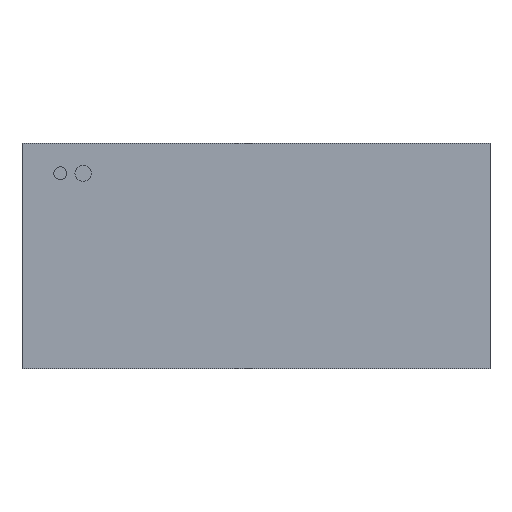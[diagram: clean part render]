
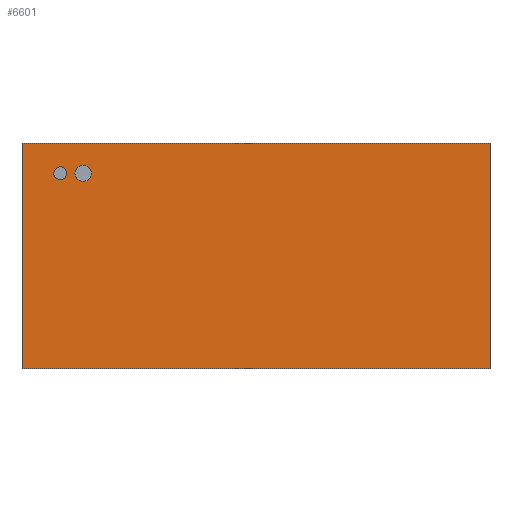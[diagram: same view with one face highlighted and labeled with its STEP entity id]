
A CAD part, front view. The second image highlights one B-rep face of the part: STEP entity #6601.
In plain terms, the highlighted planar face has unit normal (0, -1, 0).
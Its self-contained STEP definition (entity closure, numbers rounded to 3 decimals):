
#52=FACE_BOUND('',#617,.T.);
#53=FACE_BOUND('',#618,.T.);
#64=CIRCLE('',#7047,20.);
#66=CIRCLE('',#7051,25.);
#217=FACE_OUTER_BOUND('',#616,.T.);
#616=EDGE_LOOP('',(#4409,#4410,#4411,#4412));
#617=EDGE_LOOP('',(#4413));
#618=EDGE_LOOP('',(#4414));
#1036=LINE('',#9384,#1914);
#1038=LINE('',#9388,#1916);
#1040=LINE('',#9392,#1918);
#1042=LINE('',#9395,#1920);
#1914=VECTOR('',#7576,10.);
#1916=VECTOR('',#7580,10.);
#1918=VECTOR('',#7584,10.);
#1920=VECTOR('',#7588,10.);
#2770=VERTEX_POINT('',#9335);
#2772=VERTEX_POINT('',#9342);
#2785=VERTEX_POINT('',#9381);
#2786=VERTEX_POINT('',#9383);
#2787=VERTEX_POINT('',#9387);
#2788=VERTEX_POINT('',#9391);
#3403=EDGE_CURVE('',#2770,#2770,#64,.T.);
#3406=EDGE_CURVE('',#2772,#2772,#66,.T.);
#3424=EDGE_CURVE('',#2786,#2785,#1036,.T.);
#3426=EDGE_CURVE('',#2787,#2786,#1038,.T.);
#3428=EDGE_CURVE('',#2788,#2787,#1040,.T.);
#3430=EDGE_CURVE('',#2785,#2788,#1042,.T.);
#4409=ORIENTED_EDGE('',*,*,#3430,.T.);
#4410=ORIENTED_EDGE('',*,*,#3428,.T.);
#4411=ORIENTED_EDGE('',*,*,#3426,.T.);
#4412=ORIENTED_EDGE('',*,*,#3424,.T.);
#4413=ORIENTED_EDGE('',*,*,#3403,.T.);
#4414=ORIENTED_EDGE('',*,*,#3406,.T.);
#6233=PLANE('',#7063);
#6601=ADVANCED_FACE('',(#217,#52,#53),#6233,.T.);
#7047=AXIS2_PLACEMENT_3D('',#9337,#7532,#7533);
#7051=AXIS2_PLACEMENT_3D('',#9344,#7541,#7542);
#7063=AXIS2_PLACEMENT_3D('',#9396,#7589,#7590);
#7532=DIRECTION('center_axis',(0.,1.,0.));
#7533=DIRECTION('ref_axis',(1.,0.,0.));
#7541=DIRECTION('center_axis',(0.,1.,0.));
#7542=DIRECTION('ref_axis',(1.,0.,0.));
#7576=DIRECTION('',(0.,0.,-1.));
#7580=DIRECTION('',(-1.,0.,0.));
#7584=DIRECTION('',(0.,0.,1.));
#7588=DIRECTION('',(1.,0.,0.));
#7589=DIRECTION('center_axis',(0.,-1.,0.));
#7590=DIRECTION('ref_axis',(0.,0.,-1.));
#9335=CARTESIAN_POINT('',(-622.,-370.,254.5));
#9337=CARTESIAN_POINT('Origin',(-602.,-370.,254.5));
#9342=CARTESIAN_POINT('',(-557.,-370.,254.5));
#9344=CARTESIAN_POINT('Origin',(-532.,-370.,254.5));
#9381=CARTESIAN_POINT('',(-720.,-370.,-347.5));
#9383=CARTESIAN_POINT('',(-720.,-370.,347.5));
#9384=CARTESIAN_POINT('',(-720.,-370.,-347.5));
#9387=CARTESIAN_POINT('',(720.,-370.,347.5));
#9388=CARTESIAN_POINT('',(-720.,-370.,347.5));
#9391=CARTESIAN_POINT('',(720.,-370.,-347.5));
#9392=CARTESIAN_POINT('',(720.,-370.,347.5));
#9395=CARTESIAN_POINT('',(720.,-370.,-347.5));
#9396=CARTESIAN_POINT('Origin',(0.,-370.,0.));
